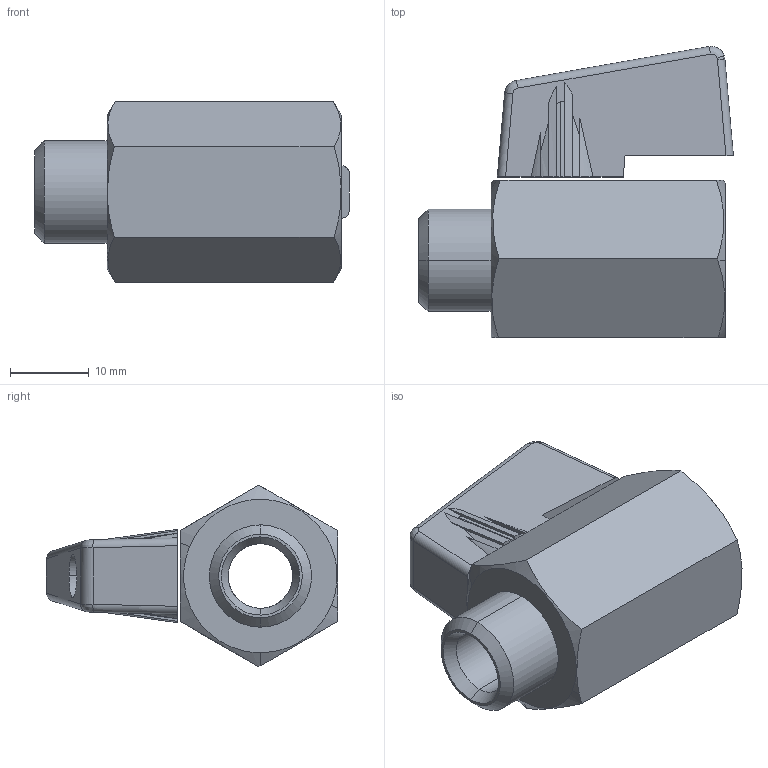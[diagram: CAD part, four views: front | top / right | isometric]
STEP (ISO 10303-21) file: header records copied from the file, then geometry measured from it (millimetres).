
FILE_DESCRIPTION (( 'STEP AP214' ), '1' );
FILE_NAME ('IT-MINI12602_R.STEP', '2018-09-14T13:48:57', ( '' ), ( '' ), 'SwSTEP 2.0', 'SolidWorks 2018', '' );
FILE_SCHEMA (( 'AUTOMOTIVE_DESIGN' ));
Length unit declared in the file: millimetre
Products named in the file (1): IT-MINI12602_R
Bounding box: 40 x 37 x 23.09 mm (x, y, z)
Surface area: 5892.8 mm2 (no closed solid volume)
Topology: 0 solids, 4 shells, 217 faces, 590 edges, 392 vertices
Faces by surface type: plane 139, cone 31, bspline 23, cylinder 22, torus 2
Entity records: 9274 total; most frequent: CARTESIAN_POINT 5059, ORIENTED_EDGE 1132, EDGE_CURVE 590, B_SPLINE_CURVE_WITH_KNOTS 583, VERTEX_POINT 392, DIRECTION 390, EDGE_LOOP 238, ADVANCED_FACE 217
